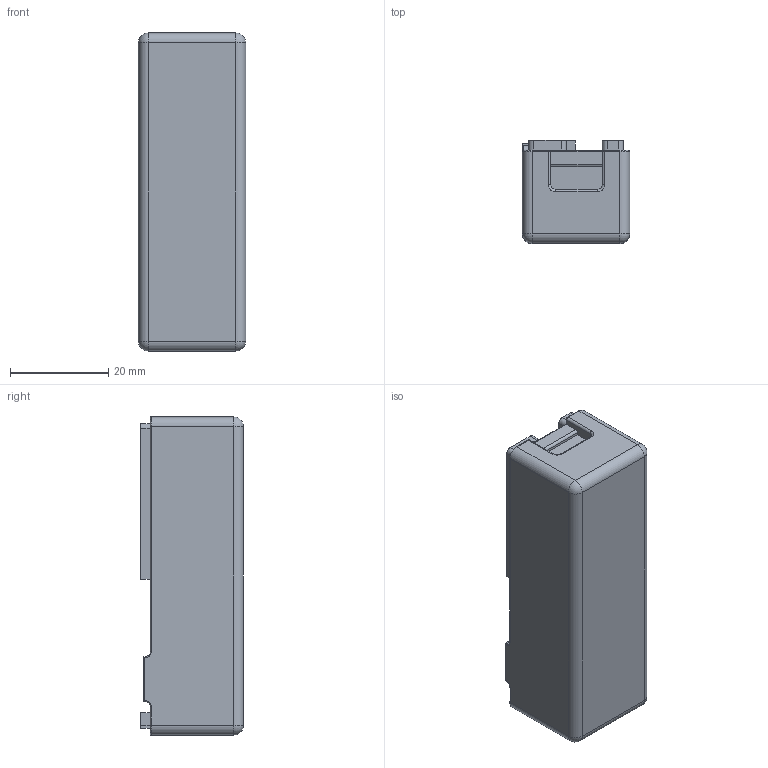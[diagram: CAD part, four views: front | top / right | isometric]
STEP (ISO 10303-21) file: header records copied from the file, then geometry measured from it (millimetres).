
FILE_DESCRIPTION (( 'STEP AP203' ), '1' );
FILE_NAME ('MailBoxGuard_Full_Size_Back_433_868_915.STEP', '2023-09-08T10:40:09', ( '' ), ( '' ), 'SwSTEP 2.0', 'SolidWorks 2022', '' );
FILE_SCHEMA (( 'CONFIG_CONTROL_DESIGN' ));
Length unit declared in the file: millimetre
Products named in the file (1): MailBoxGuard_Full_Size_Back_433_868_915
Bounding box: 21.9 x 21 x 64.9 mm (x, y, z)
Volume: 8960.8 mm3; surface area: 8983.8 mm2
Topology: 1 solids, 1 shells, 113 faces, 281 edges, 168 vertices
Faces by surface type: plane 52, cylinder 43, torus 14, sphere 4
Entity records: 3357 total; most frequent: DIRECTION 588, CARTESIAN_POINT 577, ORIENTED_EDGE 554, EDGE_CURVE 277, AXIS2_PLACEMENT_3D 203, VECTOR 182, LINE 182, VERTEX_POINT 168
